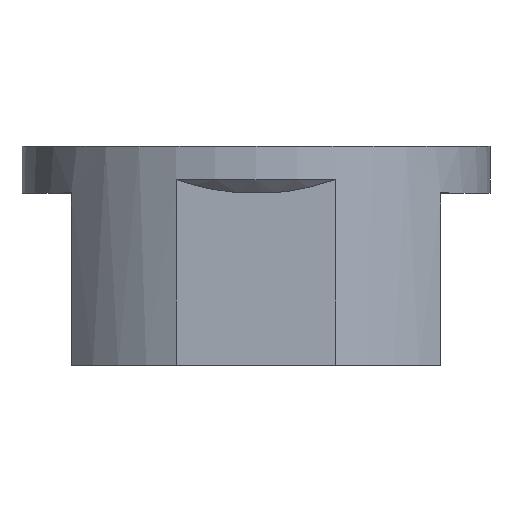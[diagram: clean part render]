
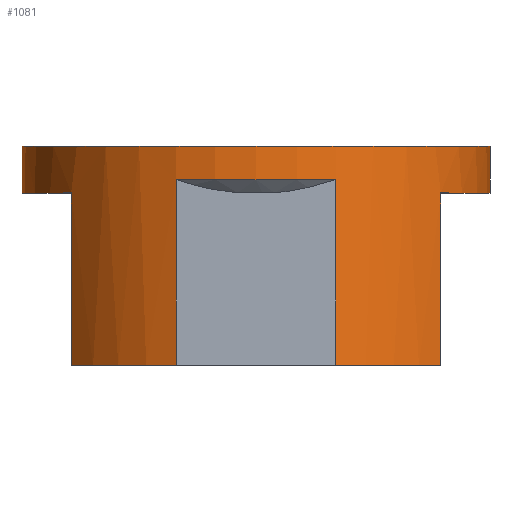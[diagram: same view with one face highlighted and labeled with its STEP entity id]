
A CAD part, top view. The second image highlights one B-rep face of the part: STEP entity #1081.
In plain terms, the highlighted cylindrical face has radius 30 mm (diameter 60 mm), a full revolution.
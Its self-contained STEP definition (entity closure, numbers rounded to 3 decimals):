
#127=FACE_OUTER_BOUND('',#203,.T.);
#203=EDGE_LOOP('',(#972,#973,#974,#975,#976,#977,#978,#979,#980,#981,#982,
#983,#984,#985,#986,#987,#988,#989,#990,#991,#992,#993,#994,#995));
#221=LINE('',#1641,#300);
#241=LINE('',#1713,#320);
#245=LINE('',#1753,#324);
#255=LINE('',#1785,#334);
#286=LINE('',#1909,#365);
#287=LINE('',#1911,#366);
#288=LINE('',#1912,#367);
#289=LINE('',#1914,#368);
#290=LINE('',#1916,#369);
#291=LINE('',#1917,#370);
#292=LINE('',#1921,#371);
#300=VECTOR('',#1246,10.);
#320=VECTOR('',#1310,10.);
#324=VECTOR('',#1338,10.);
#334=VECTOR('',#1370,10.);
#365=VECTOR('',#1525,10.);
#366=VECTOR('',#1528,10.);
#367=VECTOR('',#1529,10.);
#368=VECTOR('',#1532,10.);
#369=VECTOR('',#1535,10.);
#370=VECTOR('',#1536,10.);
#371=VECTOR('',#1541,30.);
#389=CIRCLE('',#1121,30.);
#392=CIRCLE('',#1125,30.);
#393=CIRCLE('',#1126,30.);
#397=CIRCLE('',#1132,30.);
#399=CIRCLE('',#1136,30.);
#403=CIRCLE('',#1144,30.);
#409=CIRCLE('',#1156,30.);
#410=CIRCLE('',#1157,30.);
#427=CIRCLE('',#1188,30.);
#431=CIRCLE('',#1195,30.);
#432=CIRCLE('',#1196,30.);
#438=CIRCLE('',#1217,30.);
#453=VERTEX_POINT('',#1638);
#454=VERTEX_POINT('',#1640);
#476=VERTEX_POINT('',#1690);
#477=VERTEX_POINT('',#1692);
#480=VERTEX_POINT('',#1701);
#481=VERTEX_POINT('',#1703);
#482=VERTEX_POINT('',#1705);
#484=VERTEX_POINT('',#1711);
#487=VERTEX_POINT('',#1719);
#490=VERTEX_POINT('',#1726);
#491=VERTEX_POINT('',#1734);
#494=VERTEX_POINT('',#1741);
#496=VERTEX_POINT('',#1751);
#500=VERTEX_POINT('',#1763);
#501=VERTEX_POINT('',#1765);
#507=VERTEX_POINT('',#1784);
#510=VERTEX_POINT('',#1796);
#511=VERTEX_POINT('',#1798);
#528=VERTEX_POINT('',#1860);
#532=VERTEX_POINT('',#1874);
#533=VERTEX_POINT('',#1876);
#539=VERTEX_POINT('',#1919);
#556=EDGE_CURVE('',#454,#453,#221,.T.);
#582=EDGE_CURVE('',#476,#477,#389,.T.);
#588=EDGE_CURVE('',#480,#481,#392,.T.);
#590=EDGE_CURVE('',#482,#453,#393,.T.);
#593=EDGE_CURVE('',#484,#480,#241,.T.);
#599=EDGE_CURVE('',#490,#487,#397,.T.);
#604=EDGE_CURVE('',#494,#491,#399,.T.);
#608=EDGE_CURVE('',#496,#476,#245,.T.);
#614=EDGE_CURVE('',#500,#501,#403,.T.);
#624=EDGE_CURVE('',#501,#507,#255,.T.);
#630=EDGE_CURVE('',#510,#507,#409,.T.);
#632=EDGE_CURVE('',#496,#511,#410,.T.);
#663=EDGE_CURVE('',#484,#528,#427,.T.);
#670=EDGE_CURVE('',#533,#454,#431,.T.);
#671=EDGE_CURVE('',#532,#533,#432,.T.);
#686=EDGE_CURVE('',#528,#477,#286,.T.);
#687=EDGE_CURVE('',#494,#510,#287,.T.);
#688=EDGE_CURVE('',#491,#511,#288,.T.);
#689=EDGE_CURVE('',#532,#500,#289,.T.);
#690=EDGE_CURVE('',#487,#482,#290,.T.);
#691=EDGE_CURVE('',#490,#481,#291,.T.);
#692=EDGE_CURVE('',#539,#539,#438,.T.);
#693=EDGE_CURVE('',#539,#533,#292,.T.);
#972=ORIENTED_EDGE('',*,*,#692,.F.);
#973=ORIENTED_EDGE('',*,*,#693,.T.);
#974=ORIENTED_EDGE('',*,*,#670,.T.);
#975=ORIENTED_EDGE('',*,*,#556,.T.);
#976=ORIENTED_EDGE('',*,*,#590,.F.);
#977=ORIENTED_EDGE('',*,*,#690,.F.);
#978=ORIENTED_EDGE('',*,*,#599,.F.);
#979=ORIENTED_EDGE('',*,*,#691,.T.);
#980=ORIENTED_EDGE('',*,*,#588,.F.);
#981=ORIENTED_EDGE('',*,*,#593,.F.);
#982=ORIENTED_EDGE('',*,*,#663,.T.);
#983=ORIENTED_EDGE('',*,*,#686,.T.);
#984=ORIENTED_EDGE('',*,*,#582,.F.);
#985=ORIENTED_EDGE('',*,*,#608,.F.);
#986=ORIENTED_EDGE('',*,*,#632,.T.);
#987=ORIENTED_EDGE('',*,*,#688,.F.);
#988=ORIENTED_EDGE('',*,*,#604,.F.);
#989=ORIENTED_EDGE('',*,*,#687,.T.);
#990=ORIENTED_EDGE('',*,*,#630,.T.);
#991=ORIENTED_EDGE('',*,*,#624,.F.);
#992=ORIENTED_EDGE('',*,*,#614,.F.);
#993=ORIENTED_EDGE('',*,*,#689,.F.);
#994=ORIENTED_EDGE('',*,*,#671,.T.);
#995=ORIENTED_EDGE('',*,*,#693,.F.);
#1027=CYLINDRICAL_SURFACE('',#1216,30.);
#1081=ADVANCED_FACE('',(#127),#1027,.T.);
#1121=AXIS2_PLACEMENT_3D('',#1693,#1290,#1291);
#1125=AXIS2_PLACEMENT_3D('',#1704,#1301,#1302);
#1126=AXIS2_PLACEMENT_3D('',#1707,#1304,#1305);
#1132=AXIS2_PLACEMENT_3D('',#1730,#1319,#1320);
#1136=AXIS2_PLACEMENT_3D('',#1745,#1328,#1329);
#1144=AXIS2_PLACEMENT_3D('',#1766,#1350,#1351);
#1156=AXIS2_PLACEMENT_3D('',#1797,#1384,#1385);
#1157=AXIS2_PLACEMENT_3D('',#1800,#1387,#1388);
#1188=AXIS2_PLACEMENT_3D('',#1862,#1463,#1464);
#1195=AXIS2_PLACEMENT_3D('',#1877,#1480,#1481);
#1196=AXIS2_PLACEMENT_3D('',#1878,#1482,#1483);
#1216=AXIS2_PLACEMENT_3D('',#1918,#1537,#1538);
#1217=AXIS2_PLACEMENT_3D('',#1920,#1539,#1540);
#1246=DIRECTION('',(0.,-1.,0.));
#1290=DIRECTION('center_axis',(0.,-1.,0.));
#1291=DIRECTION('ref_axis',(1.,0.,0.));
#1301=DIRECTION('center_axis',(0.,-1.,0.));
#1302=DIRECTION('ref_axis',(1.,0.,0.));
#1304=DIRECTION('center_axis',(0.,-1.,0.));
#1305=DIRECTION('ref_axis',(1.,0.,0.));
#1310=DIRECTION('',(0.,-1.,0.));
#1319=DIRECTION('center_axis',(0.,-1.,0.));
#1320=DIRECTION('ref_axis',(1.,0.,0.));
#1328=DIRECTION('center_axis',(0.,-1.,0.));
#1329=DIRECTION('ref_axis',(1.,0.,0.));
#1338=DIRECTION('',(0.,-1.,0.));
#1350=DIRECTION('center_axis',(0.,-1.,0.));
#1351=DIRECTION('ref_axis',(1.,0.,0.));
#1370=DIRECTION('',(0.,1.,0.));
#1384=DIRECTION('center_axis',(0.,1.,0.));
#1385=DIRECTION('ref_axis',(1.,0.,0.));
#1387=DIRECTION('center_axis',(0.,1.,0.));
#1388=DIRECTION('ref_axis',(1.,0.,0.));
#1463=DIRECTION('center_axis',(0.,1.,0.));
#1464=DIRECTION('ref_axis',(1.,0.,0.));
#1480=DIRECTION('center_axis',(0.,1.,0.));
#1481=DIRECTION('ref_axis',(1.,0.,0.));
#1482=DIRECTION('center_axis',(0.,1.,0.));
#1483=DIRECTION('ref_axis',(1.,0.,0.));
#1525=DIRECTION('',(0.,-1.,0.));
#1528=DIRECTION('',(0.,-1.,0.));
#1529=DIRECTION('',(0.,-1.,0.));
#1532=DIRECTION('',(0.,-1.,0.));
#1535=DIRECTION('',(0.,-1.,0.));
#1536=DIRECTION('',(0.,-1.,0.));
#1537=DIRECTION('center_axis',(0.,1.,0.));
#1538=DIRECTION('ref_axis',(1.,0.,0.));
#1539=DIRECTION('center_axis',(0.,1.,0.));
#1540=DIRECTION('ref_axis',(1.,0.,0.));
#1541=DIRECTION('',(0.,-1.,0.));
#1638=CARTESIAN_POINT('',(-23.7,-22.1,18.393));
#1640=CARTESIAN_POINT('',(-23.7,0.,18.393));
#1641=CARTESIAN_POINT('',(-23.7,0.,18.393));
#1690=CARTESIAN_POINT('',(12.203,-22.1,-27.406));
#1692=CARTESIAN_POINT('',(23.7,-22.1,-18.393));
#1693=CARTESIAN_POINT('Origin',(0.,-22.1,0.));
#1701=CARTESIAN_POINT('',(23.7,-22.1,18.393));
#1703=CARTESIAN_POINT('',(10.235,-22.1,28.2));
#1704=CARTESIAN_POINT('Origin',(0.,-22.1,0.));
#1705=CARTESIAN_POINT('',(-10.235,-22.1,28.2));
#1707=CARTESIAN_POINT('Origin',(0.,-22.1,0.));
#1711=CARTESIAN_POINT('',(23.7,0.,18.393));
#1713=CARTESIAN_POINT('',(23.7,0.,18.393));
#1719=CARTESIAN_POINT('',(-10.235,1.7,28.2));
#1726=CARTESIAN_POINT('',(10.235,1.7,28.2));
#1730=CARTESIAN_POINT('Origin',(0.,1.7,0.));
#1734=CARTESIAN_POINT('',(10.235,1.7,-28.2));
#1741=CARTESIAN_POINT('',(-10.235,1.7,-28.2));
#1745=CARTESIAN_POINT('Origin',(0.,1.7,0.));
#1751=CARTESIAN_POINT('',(12.203,-12.1,-27.406));
#1753=CARTESIAN_POINT('',(12.203,0.,-27.406));
#1763=CARTESIAN_POINT('',(-23.7,-22.1,-18.393));
#1765=CARTESIAN_POINT('',(-12.203,-22.1,-27.406));
#1766=CARTESIAN_POINT('Origin',(0.,-22.1,0.));
#1784=CARTESIAN_POINT('',(-12.203,-12.1,-27.406));
#1785=CARTESIAN_POINT('',(-12.203,0.,-27.406));
#1796=CARTESIAN_POINT('',(-10.235,-12.1,-28.2));
#1797=CARTESIAN_POINT('Origin',(0.,-12.1,0.));
#1798=CARTESIAN_POINT('',(10.235,-12.1,-28.2));
#1800=CARTESIAN_POINT('Origin',(0.,-12.1,0.));
#1860=CARTESIAN_POINT('',(23.7,0.,-18.393));
#1862=CARTESIAN_POINT('Origin',(0.,0.,0.));
#1874=CARTESIAN_POINT('',(-23.7,0.,-18.393));
#1876=CARTESIAN_POINT('',(-30.,0.,0.));
#1877=CARTESIAN_POINT('Origin',(0.,0.,0.));
#1878=CARTESIAN_POINT('Origin',(0.,0.,0.));
#1909=CARTESIAN_POINT('',(23.7,0.,-18.393));
#1911=CARTESIAN_POINT('',(-10.235,0.,-28.2));
#1912=CARTESIAN_POINT('',(10.235,0.,-28.2));
#1914=CARTESIAN_POINT('',(-23.7,0.,-18.393));
#1916=CARTESIAN_POINT('',(-10.235,0.,28.2));
#1917=CARTESIAN_POINT('',(10.235,0.,28.2));
#1918=CARTESIAN_POINT('Origin',(0.,0.,0.));
#1919=CARTESIAN_POINT('',(-30.,6.,0.));
#1920=CARTESIAN_POINT('Origin',(0.,6.,0.));
#1921=CARTESIAN_POINT('',(-30.,0.,0.));
